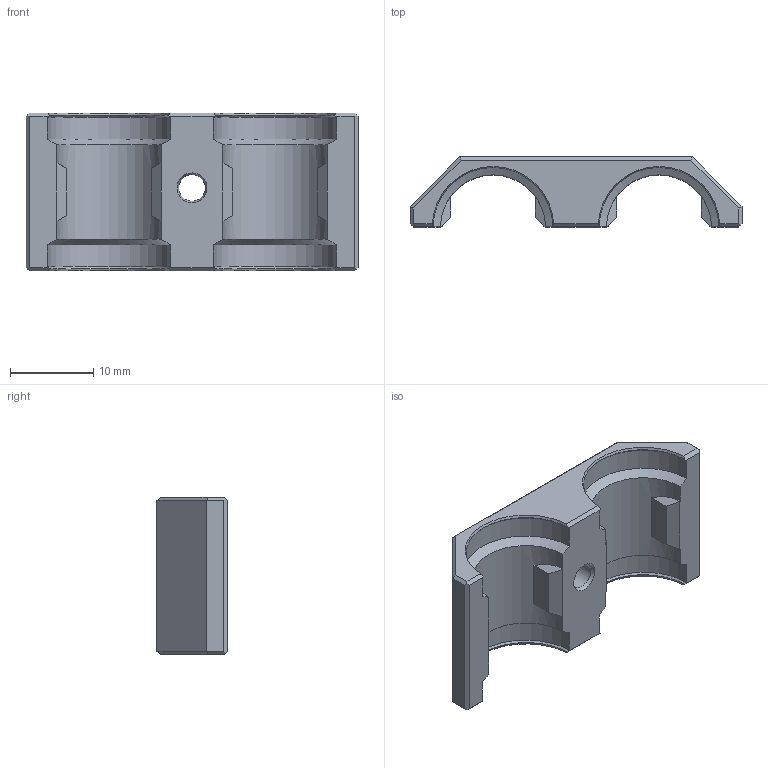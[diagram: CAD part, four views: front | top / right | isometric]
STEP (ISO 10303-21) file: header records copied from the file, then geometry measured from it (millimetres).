
FILE_DESCRIPTION(('Open CASCADE Model'),'2;1');
FILE_NAME('Open CASCADE Shape Model','2024-08-27T16:19:24',('Author'),( 'Open CASCADE'),'Open CASCADE STEP processor 7.7','Open CASCADE 7.7' ,'Unknown');
FILE_SCHEMA(('AUTOMOTIVE_DESIGN { 1 0 10303 214 1 1 1 1 }'));
Length unit declared in the file: millimetre
Products named in the file (1): Open CASCADE STEP translator 7.7 3
Bounding box: 40 x 8.45 x 19 mm (x, y, z)
Volume: 2966.3 mm3; surface area: 2402.9 mm2
Topology: 1 solids, 1 shells, 68 faces, 185 edges, 120 vertices
Faces by surface type: plane 45, cone 15, cylinder 8
Full cylindrical faces by diameter (mm): 3.2 x1, 5.8 x1
Entity records: 4723 total; most frequent: CARTESIAN_POINT 1038, DIRECTION 688, LINE 399, VECTOR 399, ORIENTED_EDGE 370, PCURVE 370, DEFINITIONAL_REPRESENTATION 370, EDGE_CURVE 185
